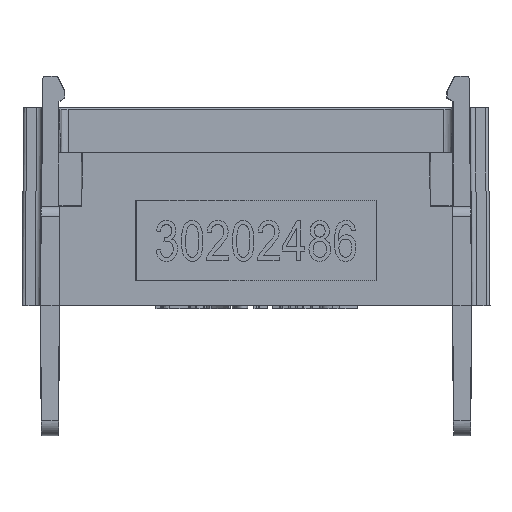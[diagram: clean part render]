
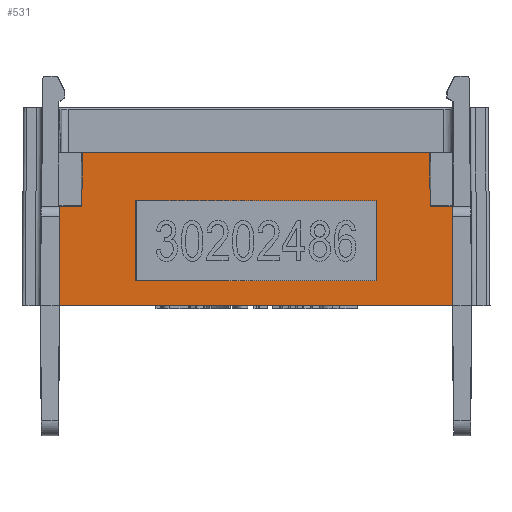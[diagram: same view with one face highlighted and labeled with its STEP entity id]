
A CAD part, left-side view. The second image highlights one B-rep face of the part: STEP entity #531.
In plain terms, the highlighted planar face has unit normal (-1, 0, 0).
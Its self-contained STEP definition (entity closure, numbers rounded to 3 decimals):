
#326=FACE_BOUND('',#2293,.T.);
#327=FACE_BOUND('',#2294,.T.);
#531=ADVANCED_FACE('',(#326,#327),#1190,.F.);
#1190=PLANE('',#13206);
#2293=EDGE_LOOP('',(#4349,#4350,#4351,#4352));
#2294=EDGE_LOOP('',(#4353,#4354,#4355,#4356,#4357,#4358,#4359,#4360));
#4349=ORIENTED_EDGE('',*,*,#9158,.F.);
#4350=ORIENTED_EDGE('',*,*,#9159,.F.);
#4351=ORIENTED_EDGE('',*,*,#9160,.F.);
#4352=ORIENTED_EDGE('',*,*,#9161,.F.);
#4353=ORIENTED_EDGE('',*,*,#9162,.F.);
#4354=ORIENTED_EDGE('',*,*,#9163,.F.);
#4355=ORIENTED_EDGE('',*,*,#9164,.T.);
#4356=ORIENTED_EDGE('',*,*,#9165,.F.);
#4357=ORIENTED_EDGE('',*,*,#9166,.F.);
#4358=ORIENTED_EDGE('',*,*,#9167,.T.);
#4359=ORIENTED_EDGE('',*,*,#9168,.T.);
#4360=ORIENTED_EDGE('',*,*,#8921,.T.);
#7648=VERTEX_POINT('',#18271);
#7649=VERTEX_POINT('',#18273);
#7822=VERTEX_POINT('',#18814);
#7823=VERTEX_POINT('',#18815);
#7824=VERTEX_POINT('',#18817);
#7825=VERTEX_POINT('',#18819);
#7826=VERTEX_POINT('',#18822);
#7827=VERTEX_POINT('',#18824);
#7828=VERTEX_POINT('',#18826);
#7829=VERTEX_POINT('',#18828);
#7830=VERTEX_POINT('',#18830);
#7831=VERTEX_POINT('',#18832);
#8921=EDGE_CURVE('',#7649,#7648,#10699,.T.);
#9158=EDGE_CURVE('',#7822,#7823,#10889,.T.);
#9159=EDGE_CURVE('',#7824,#7822,#10890,.T.);
#9160=EDGE_CURVE('',#7825,#7824,#10891,.T.);
#9161=EDGE_CURVE('',#7823,#7825,#10892,.T.);
#9162=EDGE_CURVE('',#7826,#7648,#10893,.T.);
#9163=EDGE_CURVE('',#7827,#7826,#10894,.T.);
#9164=EDGE_CURVE('',#7827,#7828,#10895,.T.);
#9165=EDGE_CURVE('',#7829,#7828,#10896,.T.);
#9166=EDGE_CURVE('',#7830,#7829,#10897,.T.);
#9167=EDGE_CURVE('',#7830,#7831,#10898,.T.);
#9168=EDGE_CURVE('',#7831,#7649,#10899,.T.);
#10699=LINE('',#18272,#11925);
#10889=LINE('',#18813,#12115);
#10890=LINE('',#18816,#12116);
#10891=LINE('',#18818,#12117);
#10892=LINE('',#18820,#12118);
#10893=LINE('',#18821,#12119);
#10894=LINE('',#18823,#12120);
#10895=LINE('',#18825,#12121);
#10896=LINE('',#18827,#12122);
#10897=LINE('',#18829,#12123);
#10898=LINE('',#18831,#12124);
#10899=LINE('',#18833,#12125);
#11925=VECTOR('',#14485,1.);
#12115=VECTOR('',#14857,1.);
#12116=VECTOR('',#14858,1.);
#12117=VECTOR('',#14859,1.);
#12118=VECTOR('',#14860,1.);
#12119=VECTOR('',#14861,1.);
#12120=VECTOR('',#14862,1.);
#12121=VECTOR('',#14863,1.);
#12122=VECTOR('',#14864,1.);
#12123=VECTOR('',#14865,1.);
#12124=VECTOR('',#14866,1.);
#12125=VECTOR('',#14867,1.);
#13206=AXIS2_PLACEMENT_3D('',#18834,#14868,#14869);
#14485=DIRECTION('',(0.,1.,0.));
#14857=DIRECTION('',(0.,0.,1.));
#14858=DIRECTION('',(0.,-1.,0.));
#14859=DIRECTION('',(0.,0.,-1.));
#14860=DIRECTION('',(0.,1.,0.));
#14861=DIRECTION('',(0.,-0.009,1.));
#14862=DIRECTION('',(0.,-1.,0.));
#14863=DIRECTION('',(0.,0.,-1.));
#14864=DIRECTION('',(0.,1.,0.));
#14865=DIRECTION('',(0.,0.,-1.));
#14866=DIRECTION('',(0.,1.,0.));
#14867=DIRECTION('',(0.,0.009,1.));
#14868=DIRECTION('',(1.,0.,0.));
#14869=DIRECTION('',(0.,0.,-1.));
#18271=CARTESIAN_POINT('',(-23.1,17.368,15.3));
#18272=CARTESIAN_POINT('',(-23.1,8.274,15.3));
#18273=CARTESIAN_POINT('',(-23.1,-17.368,15.3));
#18813=CARTESIAN_POINT('',(-23.1,-12.,2.5));
#18814=CARTESIAN_POINT('',(-23.1,-12.,2.5));
#18815=CARTESIAN_POINT('',(-23.1,-12.,10.5));
#18816=CARTESIAN_POINT('',(-23.1,12.,2.5));
#18817=CARTESIAN_POINT('',(-23.1,12.,2.5));
#18818=CARTESIAN_POINT('',(-23.1,12.,10.5));
#18819=CARTESIAN_POINT('',(-23.1,12.,10.5));
#18820=CARTESIAN_POINT('',(-23.1,0.,10.5));
#18821=CARTESIAN_POINT('',(-23.1,17.414,9.999));
#18822=CARTESIAN_POINT('',(-23.1,17.415,9.925));
#18823=CARTESIAN_POINT('',(-23.1,8.274,9.925));
#18824=CARTESIAN_POINT('',(-23.1,19.656,9.925));
#18825=CARTESIAN_POINT('',(-23.1,19.656,0.));
#18826=CARTESIAN_POINT('',(-23.1,19.656,0.));
#18827=CARTESIAN_POINT('',(-23.1,-10.351,0.));
#18828=CARTESIAN_POINT('',(-23.1,-19.656,0.));
#18829=CARTESIAN_POINT('',(-23.1,-19.656,4.681));
#18830=CARTESIAN_POINT('',(-23.1,-19.656,9.925));
#18831=CARTESIAN_POINT('',(-23.1,-19.267,9.925));
#18832=CARTESIAN_POINT('',(-23.1,-17.415,9.925));
#18833=CARTESIAN_POINT('',(-23.1,-17.459,4.905));
#18834=CARTESIAN_POINT('',(-23.1,8.274,4.681));
